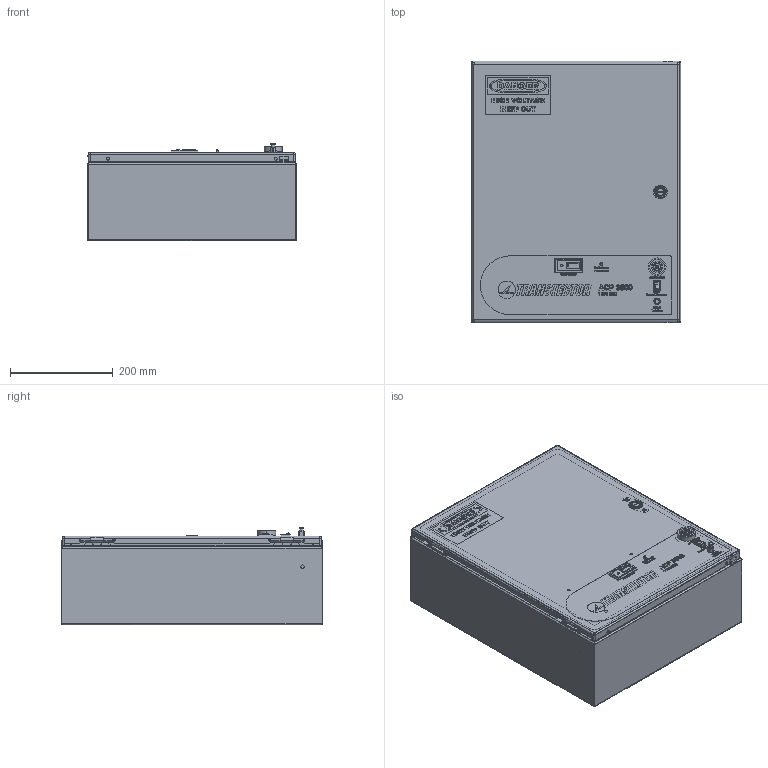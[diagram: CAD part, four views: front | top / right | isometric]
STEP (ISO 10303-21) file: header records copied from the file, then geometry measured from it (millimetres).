
FILE_DESCRIPTION (( 'STEP AP214' ), '1' );
FILE_NAME ('1101-800-E.STEP', '2019-01-16T19:10:09', ( '' ), ( '' ), 'SwSTEP 2.0', 'SolidWorks 2018', '' );
FILE_SCHEMA (( 'AUTOMOTIVE_DESIGN' ));
Length unit declared in the file: inch
Products named in the file (41): 1000-1360; 1101-800-E; After Weld^87934510_2002-193; 64210001^64101001_87937923_assy_2002-193; 87937963_weldment^87937923_assy_2002-193; 64138001^87937923_assy_2002-193; 89057561^87937923_assy_2002-193; 64202001^64101001_87937923_assy_2002-193; 824-000-041; 99401225^87934510_2002-193; 87937923_assy^2002-193; 701-000-025; 87541994_Installed Height^64101001_87937923_assy_2002-193; 87934313_default^87934510_2002-193; 64101001^87937923_assy_2002-193; 2022-138; 99401225^87937963_weldment_87937923_assy_2002-193; 87927840_87927840^64101001_87937923_assy_2002-193; 89076399^2002-193; 704-000-028; 270-000-055; 87929769_Installed on Pin^87929507_2002-193; 2020-118; 2003-2217; 2002-193; 87929767^87929507_2002-193; 890-000-016; 1000-1058; 87543027_1^2002-193; 87934510^2002-193; 826-000-003; 87929507^2002-193; 64201001^64101001_87937923_assy_2002-193; 23271001_After Weld^87934510_2002-193; Copy of 89056623^89076399_2002-193; 87931362_87931362^87937963_weldment_87937923_assy_2002-193; 87937909^87937963_weldment_87937923_assy_2002-193; 87541995^64101001_87937923_assy_2002-193; Copy of 89076193^89076399_2002-193; 64203001^64101001_87937923_assy_2002-193 ...
Assembly tree (50 placements, depth 6):
  1101-800-E
    2022-138
      2002-193
        87937923_assy^2002-193
          87932903^87937923_assy_2002-193  x2
          64101001^87937923_assy_2002-193
            87541995^64101001_87937923_assy_2002-193
            64202001^64101001_87937923_assy_2002-193
            64210001^64101001_87937923_assy_2002-193
            87927840_87927840^64101001_87937923_assy_2002-193
            87541994_Installed Height^64101001_87937923_assy_2002-193
            64203001^64101001_87937923_assy_2002-193
            64201001^64101001_87937923_assy_2002-193
          64138001^87937923_assy_2002-193  x2
          89057561^87937923_assy_2002-193
          87937963_weldment^87937923_assy_2002-193
            99401225^87937963_weldment_87937923_assy_2002-193
            87937909^87937963_weldment_87937923_assy_2002-193
            87931362_87931362^87937963_weldment_87937923_assy_2002-193  x4
        89076399^2002-193  x2
          Copy of 89056623^89076399_2002-193
          Copy of 89076193^89076399_2002-193
        87929507^2002-193  x2
          87929767^87929507_2002-193
          87929769_Installed on Pin^87929507_2002-193
        87543027_1^2002-193  x2
        87934510^2002-193
          23271001_After Weld^87934510_2002-193
          87934313_default^87934510_2002-193
          After Weld^87934510_2002-193  x3
          99401225^87934510_2002-193
    270-000-055
    2003-2217
    826-000-003
    1000-1360
      890-000-016
    701-000-025
    704-000-028
    824-000-041
    1000-1058
      2020-118
Bounding box: 406.4 x 508.73 x 190.09 mm (x, y, z)
Volume: 1613801.6 mm3; surface area: 2099829.1 mm2
Topology: 57 solids, 57 shells, 3967 faces, 10277 edges, 6612 vertices
Faces by surface type: plane 1949, bspline 1238, cylinder 678, cone 88, torus 12, sphere 2
Entity records: 181311 total; most frequent: CARTESIAN_POINT 77412, ORIENTED_EDGE 18274, DIRECTION 12732, EDGE_CURVE 9137, VERTEX_POINT 5946, VECTOR 5676, LINE 5676, EDGE_LOOP 3891
